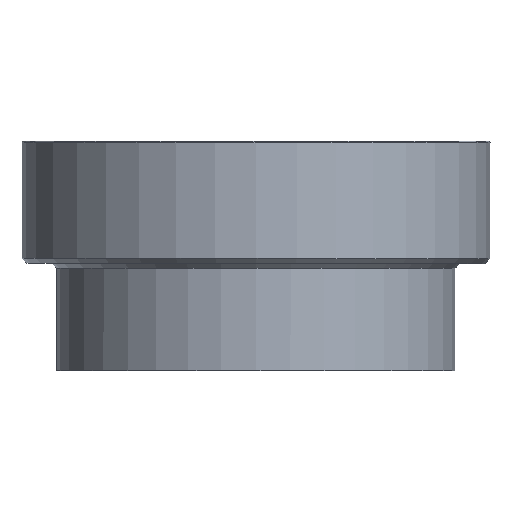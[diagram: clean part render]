
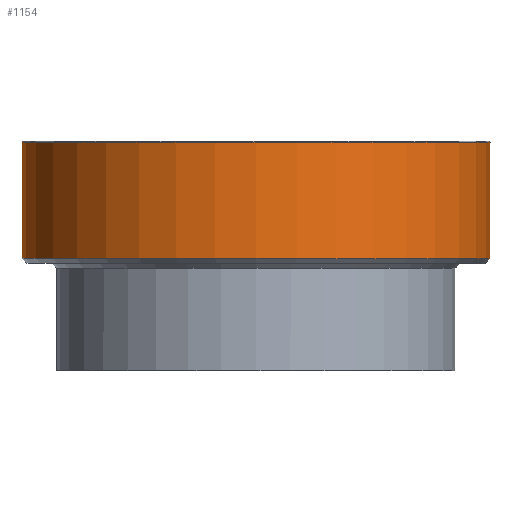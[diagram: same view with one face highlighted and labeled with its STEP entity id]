
A CAD part, left-side view. The second image highlights one B-rep face of the part: STEP entity #1154.
In plain terms, the highlighted cylindrical face has radius 23.75 mm (diameter 47.5 mm), a full revolution.
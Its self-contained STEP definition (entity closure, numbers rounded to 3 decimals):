
#47=CYLINDRICAL_SURFACE('',#1267,23.75);
#138=FACE_OUTER_BOUND('',#210,.T.);
#210=EDGE_LOOP('',(#991,#992,#993,#994));
#319=LINE('',#2022,#427);
#427=VECTOR('',#1526,23.);
#491=CIRCLE('',#1266,23.75);
#492=CIRCLE('',#1268,23.75);
#591=VERTEX_POINT('',#2017);
#592=VERTEX_POINT('',#2021);
#737=EDGE_CURVE('',#591,#591,#491,.T.);
#738=EDGE_CURVE('',#591,#592,#319,.T.);
#739=EDGE_CURVE('',#592,#592,#492,.T.);
#991=ORIENTED_EDGE('',*,*,#737,.F.);
#992=ORIENTED_EDGE('',*,*,#738,.T.);
#993=ORIENTED_EDGE('',*,*,#739,.F.);
#994=ORIENTED_EDGE('',*,*,#738,.F.);
#1154=ADVANCED_FACE('',(#138),#47,.T.);
#1266=AXIS2_PLACEMENT_3D('',#2019,#1522,#1523);
#1267=AXIS2_PLACEMENT_3D('',#2020,#1524,#1525);
#1268=AXIS2_PLACEMENT_3D('',#2023,#1527,#1528);
#1522=DIRECTION('center_axis',(0.,0.,
-1.));
#1523=DIRECTION('ref_axis',(-1.,0.,0.));
#1524=DIRECTION('center_axis',(0.,0.,
-1.));
#1525=DIRECTION('ref_axis',(-1.,0.,0.));
#1526=DIRECTION('',(0.,0.,1.));
#1527=DIRECTION('center_axis',(0.,0.,
1.));
#1528=DIRECTION('ref_axis',(-1.,0.,0.));
#2017=CARTESIAN_POINT('',(23.78,-24.647,15.479));
#2019=CARTESIAN_POINT('Origin',(0.03,-24.647,15.479));
#2020=CARTESIAN_POINT('Origin',(0.03,-24.652,27.378));
#2021=CARTESIAN_POINT('',(23.78,-24.652,27.278));
#2022=CARTESIAN_POINT('',(23.78,-24.652,27.378));
#2023=CARTESIAN_POINT('Origin',(0.03,-24.652,27.278));
